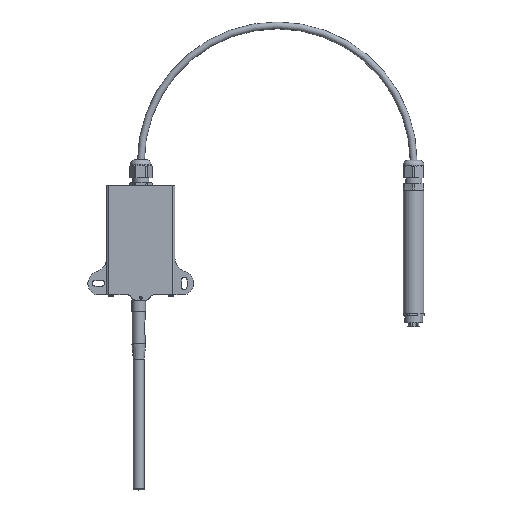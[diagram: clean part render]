
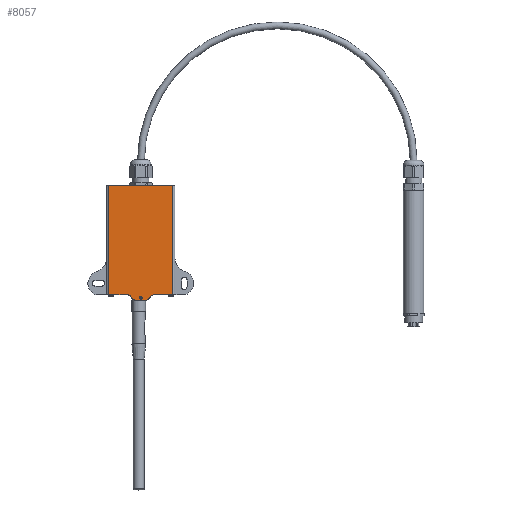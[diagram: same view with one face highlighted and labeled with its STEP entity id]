
A CAD part, top view. The second image highlights one B-rep face of the part: STEP entity #8057.
In plain terms, the highlighted planar face has unit normal (0, 0, 1).
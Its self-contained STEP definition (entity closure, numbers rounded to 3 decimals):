
#471=FACE_BOUND('',#1371,.T.);
#587=PLANE('',#8800);
#858=FACE_OUTER_BOUND('',#1370,.T.);
#1370=EDGE_LOOP('',(#5824,#5825,#5826,#5827,#5828,#5829,#5830,#5831,#5832,
#5833));
#1371=EDGE_LOOP('',(#5834));
#1968=LINE('',#12368,#2579);
#2012=LINE('',#12471,#2623);
#2014=LINE('',#12475,#2625);
#2015=LINE('',#12477,#2626);
#2016=LINE('',#12484,#2627);
#2017=LINE('',#12485,#2628);
#2579=VECTOR('',#9937,10.);
#2623=VECTOR('',#10019,10.);
#2625=VECTOR('',#10023,10.);
#2626=VECTOR('',#10024,10.);
#2627=VECTOR('',#10031,10.);
#2628=VECTOR('',#10032,10.);
#3092=CIRCLE('',#8768,1.);
#3110=CIRCLE('',#8798,3.5);
#3111=CIRCLE('',#8801,4.);
#3112=CIRCLE('',#8802,3.5);
#3113=CIRCLE('',#8803,4.);
#3537=VERTEX_POINT('',#12318);
#3559=VERTEX_POINT('',#12365);
#3560=VERTEX_POINT('',#12367);
#3598=VERTEX_POINT('',#12464);
#3599=VERTEX_POINT('',#12466);
#3600=VERTEX_POINT('',#12470);
#3601=VERTEX_POINT('',#12474);
#3602=VERTEX_POINT('',#12476);
#3603=VERTEX_POINT('',#12478);
#3604=VERTEX_POINT('',#12481);
#3605=VERTEX_POINT('',#12483);
#4373=EDGE_CURVE('',#3537,#3537,#3092,.T.);
#4397=EDGE_CURVE('',#3560,#3559,#1968,.T.);
#4447=EDGE_CURVE('',#3598,#3599,#3110,.T.);
#4449=EDGE_CURVE('',#3600,#3599,#2012,.T.);
#4451=EDGE_CURVE('',#3601,#3559,#2014,.T.);
#4452=EDGE_CURVE('',#3602,#3601,#2015,.T.);
#4453=EDGE_CURVE('',#3603,#3602,#3111,.T.);
#4454=EDGE_CURVE('',#3600,#3603,#3112,.T.);
#4455=EDGE_CURVE('',#3604,#3598,#3113,.T.);
#4456=EDGE_CURVE('',#3605,#3604,#2016,.T.);
#4457=EDGE_CURVE('',#3560,#3605,#2017,.T.);
#5824=ORIENTED_EDGE('',*,*,#4397,.T.);
#5825=ORIENTED_EDGE('',*,*,#4451,.F.);
#5826=ORIENTED_EDGE('',*,*,#4452,.F.);
#5827=ORIENTED_EDGE('',*,*,#4453,.F.);
#5828=ORIENTED_EDGE('',*,*,#4454,.F.);
#5829=ORIENTED_EDGE('',*,*,#4449,.T.);
#5830=ORIENTED_EDGE('',*,*,#4447,.F.);
#5831=ORIENTED_EDGE('',*,*,#4455,.F.);
#5832=ORIENTED_EDGE('',*,*,#4456,.F.);
#5833=ORIENTED_EDGE('',*,*,#4457,.F.);
#5834=ORIENTED_EDGE('',*,*,#4373,.T.);
#8057=ADVANCED_FACE('',(#858,#471),#587,.F.);
#8768=AXIS2_PLACEMENT_3D('',#12319,#9898,#9899);
#8798=AXIS2_PLACEMENT_3D('',#12467,#10014,#10015);
#8800=AXIS2_PLACEMENT_3D('',#12473,#10021,#10022);
#8801=AXIS2_PLACEMENT_3D('',#12479,#10025,#10026);
#8802=AXIS2_PLACEMENT_3D('',#12480,#10027,#10028);
#8803=AXIS2_PLACEMENT_3D('',#12482,#10029,#10030);
#9898=DIRECTION('center_axis',(0.,0.,-1.));
#9899=DIRECTION('ref_axis',(-1.,0.,0.));
#9937=DIRECTION('',(1.,0.,0.));
#10014=DIRECTION('center_axis',(0.,0.,-1.));
#10015=DIRECTION('ref_axis',(-0.516,0.856,0.));
#10019=DIRECTION('',(-1.,0.,0.));
#10021=DIRECTION('center_axis',(0.,0.,-1.));
#10022=DIRECTION('ref_axis',(-1.,0.,0.));
#10023=DIRECTION('',(0.,-1.,0.));
#10024=DIRECTION('',(1.,0.,0.));
#10025=DIRECTION('center_axis',(0.,0.,1.));
#10026=DIRECTION('ref_axis',(-1.,0.,0.));
#10027=DIRECTION('center_axis',(0.,0.,-1.));
#10028=DIRECTION('ref_axis',(0.516,0.856,0.));
#10029=DIRECTION('center_axis',(0.,0.,1.));
#10030=DIRECTION('ref_axis',(-1.,0.,0.));
#10031=DIRECTION('',(1.,0.,0.));
#10032=DIRECTION('',(0.,1.,0.));
#12318=CARTESIAN_POINT('',(19.5,83.133,32.));
#12319=CARTESIAN_POINT('Origin',(18.5,83.133,32.));
#12365=CARTESIAN_POINT('',(42.,1.,32.));
#12367=CARTESIAN_POINT('',(-5.,1.,32.));
#12368=CARTESIAN_POINT('',(11.25,1.,32.));
#12464=CARTESIAN_POINT('',(12.038,83.133,32.));
#12466=CARTESIAN_POINT('',(15.133,85.,32.));
#12467=CARTESIAN_POINT('Origin',(15.133,81.5,32.));
#12470=CARTESIAN_POINT('',(21.867,85.,32.));
#12471=CARTESIAN_POINT('',(24.5,85.,32.));
#12473=CARTESIAN_POINT('Origin',(2.5,0.,32.));
#12474=CARTESIAN_POINT('',(42.,81.,32.));
#12475=CARTESIAN_POINT('',(42.,35.,32.));
#12476=CARTESIAN_POINT('',(28.5,81.,32.));
#12477=CARTESIAN_POINT('',(-3.5,81.,32.));
#12478=CARTESIAN_POINT('',(24.962,83.133,32.));
#12479=CARTESIAN_POINT('Origin',(28.5,85.,32.));
#12480=CARTESIAN_POINT('Origin',(21.867,81.5,32.));
#12481=CARTESIAN_POINT('',(8.5,81.,32.));
#12482=CARTESIAN_POINT('Origin',(8.5,85.,32.));
#12483=CARTESIAN_POINT('',(-5.,81.,32.));
#12484=CARTESIAN_POINT('',(-3.5,81.,32.));
#12485=CARTESIAN_POINT('',(-5.,35.,32.));
